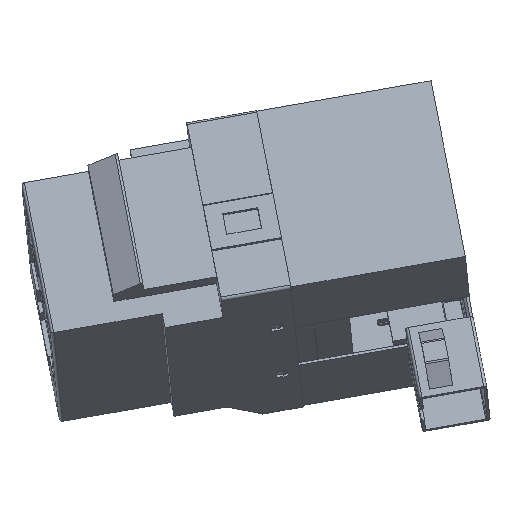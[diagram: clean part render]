
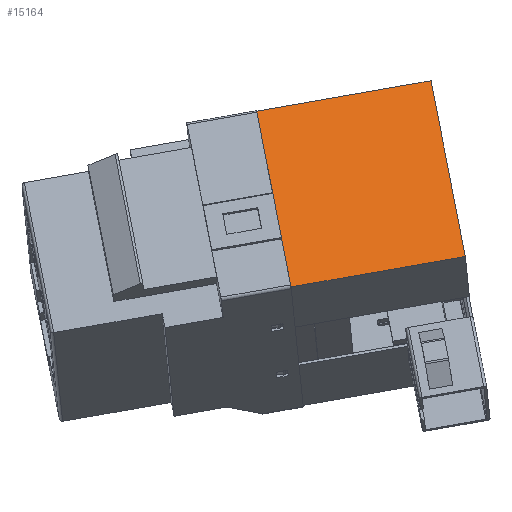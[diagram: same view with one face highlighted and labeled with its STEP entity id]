
A CAD part, top view. The second image highlights one B-rep face of the part: STEP entity #15164.
In plain terms, the highlighted face is planar.
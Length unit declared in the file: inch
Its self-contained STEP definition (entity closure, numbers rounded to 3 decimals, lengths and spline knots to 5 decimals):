
#608 = LINE ( 'NONE', #20566, #25302 ) ;
#716 = EDGE_CURVE ( 'NONE', #8782, #15294, #20604, .T. ) ;
#952 = EDGE_CURVE ( 'NONE', #8782, #17438, #1542, .T. ) ;
#1542 = LINE ( 'NONE', #21522, #17423 ) ;
#2096 = EDGE_LOOP ( 'NONE', ( #18308, #22382, #3700, #12990 ) ) ;
#3530 = AXIS2_PLACEMENT_3D ( 'NONE', #5770, #19900, #21893 ) ;
#3700 = ORIENTED_EDGE ( 'NONE', *, *, #716, .T. ) ;
#4482 = CARTESIAN_POINT ( 'NONE',  ( -0.57369, 2.13254, 0.40047 ) ) ;
#5770 = CARTESIAN_POINT ( 'NONE',  ( -0.19257, 1.97743, -0.02313 ) ) ;
#7119 = VECTOR ( 'NONE', #12360, 39.37008 ) ;
#8406 = CARTESIAN_POINT ( 'NONE',  ( -0.57369, 2.13254, 0.40047 ) ) ;
#8782 = VERTEX_POINT ( 'NONE', #24554 ) ;
#9978 = PLANE ( 'NONE',  #3530 ) ;
#11661 = CARTESIAN_POINT ( 'NONE',  ( -0.19257, 1.97743, -0.02313 ) ) ;
#12351 = CARTESIAN_POINT ( 'NONE',  ( -0.1951, 1.34452, 0.20634 ) ) ;
#12360 = DIRECTION ( 'NONE',  ( 0.645, -0.263, -0.717 ) ) ;
#12990 = ORIENTED_EDGE ( 'NONE', *, *, #23053, .T. ) ;
#14264 = CARTESIAN_POINT ( 'NONE',  ( -0.57622, 1.49963, 0.62994 ) ) ;
#14619 = LINE ( 'NONE', #8406, #7119 ) ;
#14901 = VECTOR ( 'NONE', #16256, 39.37008 ) ;
#15164 = ADVANCED_FACE ( 'NONE', ( #15812 ), #9978, .F. ) ;
#15294 = VERTEX_POINT ( 'NONE', #12351 ) ;
#15438 = DIRECTION ( 'NONE',  ( 0.004, 0.94, -0.341 ) ) ;
#15812 = FACE_OUTER_BOUND ( 'NONE', #2096, .T. ) ;
#16256 = DIRECTION ( 'NONE',  ( 0.645, -0.263, -0.717 ) ) ;
#17423 = VECTOR ( 'NONE', #15438, 39.37008 ) ;
#17438 = VERTEX_POINT ( 'NONE', #4482 ) ;
#18308 = ORIENTED_EDGE ( 'NONE', *, *, #22094, .F. ) ;
#18480 = VERTEX_POINT ( 'NONE', #11661 ) ;
#19900 = DIRECTION ( 'NONE',  ( -0.764, -0.217, -0.608 ) ) ;
#20566 = CARTESIAN_POINT ( 'NONE',  ( -0.1951, 1.34452, 0.20634 ) ) ;
#20604 = LINE ( 'NONE', #14264, #14901 ) ;
#21522 = CARTESIAN_POINT ( 'NONE',  ( -0.57622, 1.49963, 0.62994 ) ) ;
#21893 = DIRECTION ( 'NONE',  ( -0.623, 0., 0.783 ) ) ;
#22094 = EDGE_CURVE ( 'NONE', #17438, #18480, #14619, .T. ) ;
#22382 = ORIENTED_EDGE ( 'NONE', *, *, #952, .F. ) ;
#23053 = EDGE_CURVE ( 'NONE', #15294, #18480, #608, .T. ) ;
#24543 = DIRECTION ( 'NONE',  ( 0.004, 0.94, -0.341 ) ) ;
#24554 = CARTESIAN_POINT ( 'NONE',  ( -0.57622, 1.49963, 0.62994 ) ) ;
#25302 = VECTOR ( 'NONE', #24543, 39.37008 ) ;
